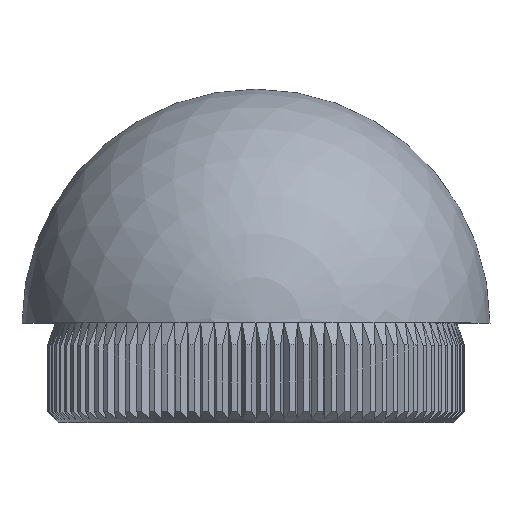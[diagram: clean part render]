
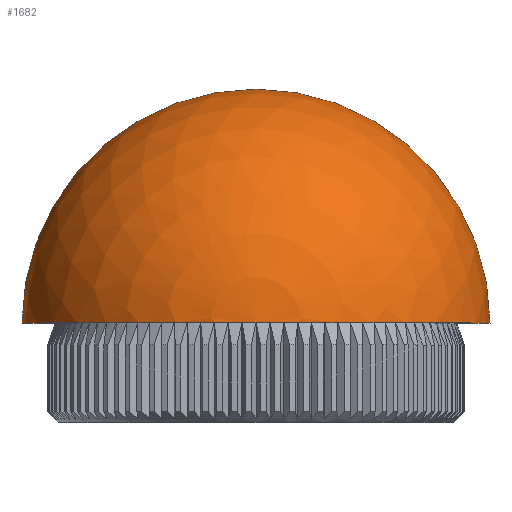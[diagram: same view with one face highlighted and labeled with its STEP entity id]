
A CAD part, top view. The second image highlights one B-rep face of the part: STEP entity #1682.
In plain terms, the highlighted spherical face has radius 21.2 mm.
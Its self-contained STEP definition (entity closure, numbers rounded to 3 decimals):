
#235 = DIRECTION ( 'NONE',  ( 0., -1., 0. ) ) ;
#1211 = VERTEX_POINT ( 'NONE', #22859 ) ;
#1682 = ADVANCED_FACE ( 'NONE', ( #11722 ), #22109, .T. ) ;
#3112 = VERTEX_POINT ( 'NONE', #11531 ) ;
#3743 = VERTEX_POINT ( 'NONE', #21053 ) ;
#4738 = EDGE_CURVE ( 'NONE', #1211, #3112, #7420, .T. ) ;
#4959 = DIRECTION ( 'NONE',  ( 0., 0., 1. ) ) ;
#5544 = DIRECTION ( 'NONE',  ( 1., 0., 0. ) ) ;
#6283 = CARTESIAN_POINT ( 'NONE',  ( 0., 9., 0. ) ) ;
#6354 = ORIENTED_EDGE ( 'NONE', *, *, #4738, .F. ) ;
#6389 = ORIENTED_EDGE ( 'NONE', *, *, #16945, .T. ) ;
#6502 = CIRCLE ( 'NONE', #15672, 21.2 ) ;
#7111 = AXIS2_PLACEMENT_3D ( 'NONE', #14339, #4959, #17529 ) ;
#7420 = CIRCLE ( 'NONE', #12408, 21.2 ) ;
#7772 = AXIS2_PLACEMENT_3D ( 'NONE', #12642, #235, #5544 ) ;
#9035 = EDGE_CURVE ( 'NONE', #3112, #3743, #19374, .T. ) ;
#9983 = CARTESIAN_POINT ( 'NONE',  ( 0., 9., 0. ) ) ;
#9987 = DIRECTION ( 'NONE',  ( 1., 0., 0. ) ) ;
#10119 = EDGE_LOOP ( 'NONE', ( #6354, #6389, #13300 ) ) ;
#11531 = CARTESIAN_POINT ( 'NONE',  ( 21.2, 9., 0. ) ) ;
#11722 = FACE_OUTER_BOUND ( 'NONE', #10119, .T. ) ;
#11728 = DIRECTION ( 'NONE',  ( -1., 0., 0. ) ) ;
#11975 = DIRECTION ( 'NONE',  ( 0., 0., 1. ) ) ;
#12408 = AXIS2_PLACEMENT_3D ( 'NONE', #9983, #22522, #11728 ) ;
#12642 = CARTESIAN_POINT ( 'NONE',  ( 0., 9., 0. ) ) ;
#13300 = ORIENTED_EDGE ( 'NONE', *, *, #9035, .F. ) ;
#14339 = CARTESIAN_POINT ( 'NONE',  ( 0., 9., 0. ) ) ;
#15672 = AXIS2_PLACEMENT_3D ( 'NONE', #6283, #11975, #9987 ) ;
#16945 = EDGE_CURVE ( 'NONE', #1211, #3743, #6502, .T. ) ;
#17529 = DIRECTION ( 'NONE',  ( 1., 0., 0. ) ) ;
#19374 = CIRCLE ( 'NONE', #7772, 21.2 ) ;
#21053 = CARTESIAN_POINT ( 'NONE',  ( -21.2, 9., 0. ) ) ;
#22109 = SPHERICAL_SURFACE ( 'NONE', #7111, 21.2 ) ;
#22522 = DIRECTION ( 'NONE',  ( 0., 0., -1. ) ) ;
#22859 = CARTESIAN_POINT ( 'NONE',  ( 0., 30.2, 0. ) ) ;
